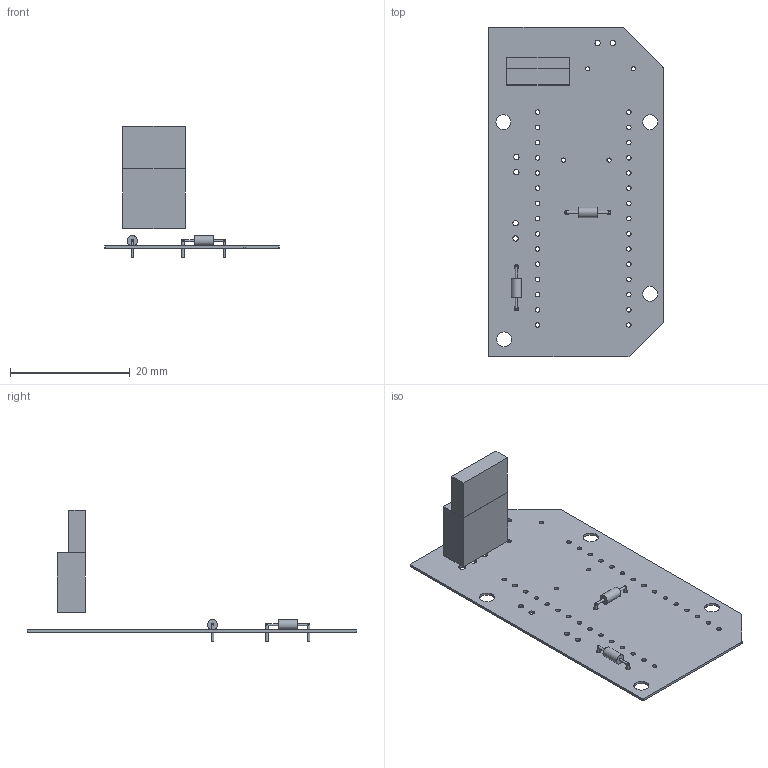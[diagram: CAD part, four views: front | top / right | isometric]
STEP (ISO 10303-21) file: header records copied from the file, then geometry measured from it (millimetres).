
FILE_DESCRIPTION(('Open CASCADE Model'),'2;1');
FILE_NAME('Open CASCADE Shape Model','2018-11-26T01:21:00',('Author'),( 'Open CASCADE'),'Open CASCADE STEP processor 6.8','Open CASCADE 6.8' ,'Unknown');
FILE_SCHEMA(('AUTOMOTIVE_DESIGN { 1 0 10303 214 1 1 1 1 }'));
Length unit declared in the file: millimetre
Products named in the file (25): PCB; Board; U1; 5939559488; Extruded; 5939559296; R2; 5599216256; Cylinder; 5599215872; Sphere; 5939560064; 5939559680; R1; 5939559104; 5939558912; 5939558720; 5939558528
Assembly tree (30 placements, depth 4):
  PCB
    Board
    U1
      5939559488
        Extruded
      5939559296
        Extruded
    R2
      5599216256  x2
        Cylinder
      5599215872  x2
        Sphere
      5939560064  x2
        Cylinder
      5939559680
        Cylinder
    R1
      5939559104
        Cylinder
      5939558912  x2
        Cylinder
      5939558720  x2
        Sphere
      5939558528  x2
        Cylinder
Bounding box: 29.08 x 55.12 x 22 mm (x, y, z)
Volume: 1335.7 mm3; surface area: 3886.3 mm2
Topology: 17 solids, 17 shells, 113 faces, 261 edges, 174 vertices
Faces by surface type: cylinder 68, plane 41, sphere 4
Full cylindrical faces by diameter (mm): 0.41 x8, 0.7 x4, 0.75 x4, 0.762 x30, 0.9 x6, 1.2 x3, 1.7 x2, 2.5 x4
Entity records: 3736 total; most frequent: DIRECTION 625, CARTESIAN_POINT 527, ORIENTED_EDGE 474, AXIS2_PLACEMENT_3D 258, EDGE_CURVE 237, FACE_BOUND 201, EDGE_LOOP 199, VERTEX_POINT 160
